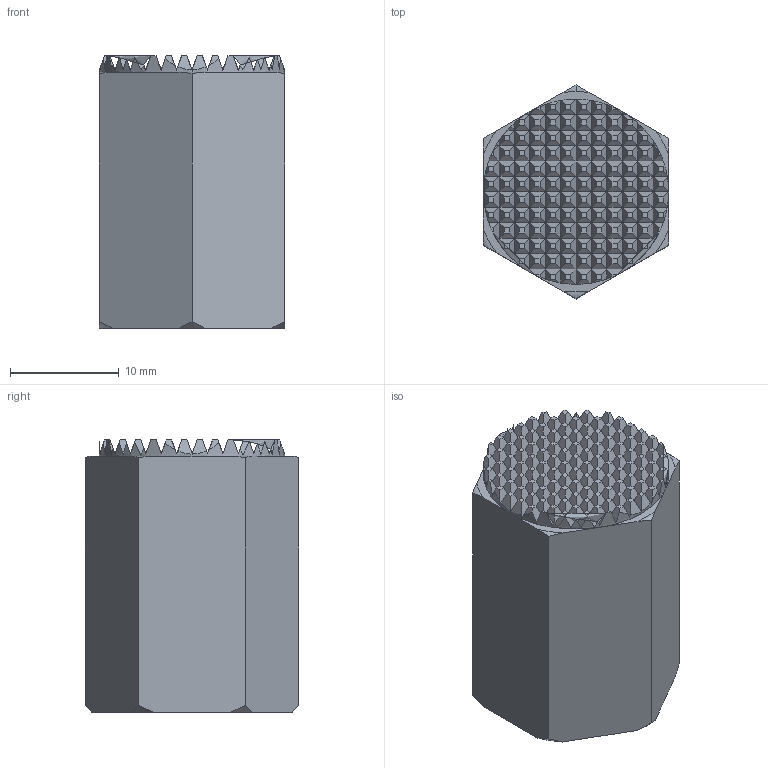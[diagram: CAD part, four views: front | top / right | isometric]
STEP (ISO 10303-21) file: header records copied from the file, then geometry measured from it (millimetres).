
FILE_DESCRIPTION (( 'STEP AP203' ), '1' );
FILE_NAME ('bj812-08025-s.STEP', '2023-06-15T06:46:22', ( '' ), ( '' ), 'SwSTEP 2.0', 'SolidWorks 2021', '' );
FILE_SCHEMA (( 'CONFIG_CONTROL_DESIGN' ));
Length unit declared in the file: millimetre
Products named in the file (1): bj812-08025-s
Bounding box: 17 x 19.63 x 25 mm (x, y, z)
Volume: 5224.4 mm3; surface area: 2799.7 mm2
Topology: 1 solids, 2 shells, 434 faces, 1279 edges, 848 vertices
Faces by surface type: plane 413, cone 8, torus 7, cylinder 6
Entity records: 14266 total; most frequent: CARTESIAN_POINT 2934, ORIENTED_EDGE 2554, DIRECTION 2063, EDGE_CURVE 1277, LINE 1117, VECTOR 1117, VERTEX_POINT 848, AXIS2_PLACEMENT_3D 473
